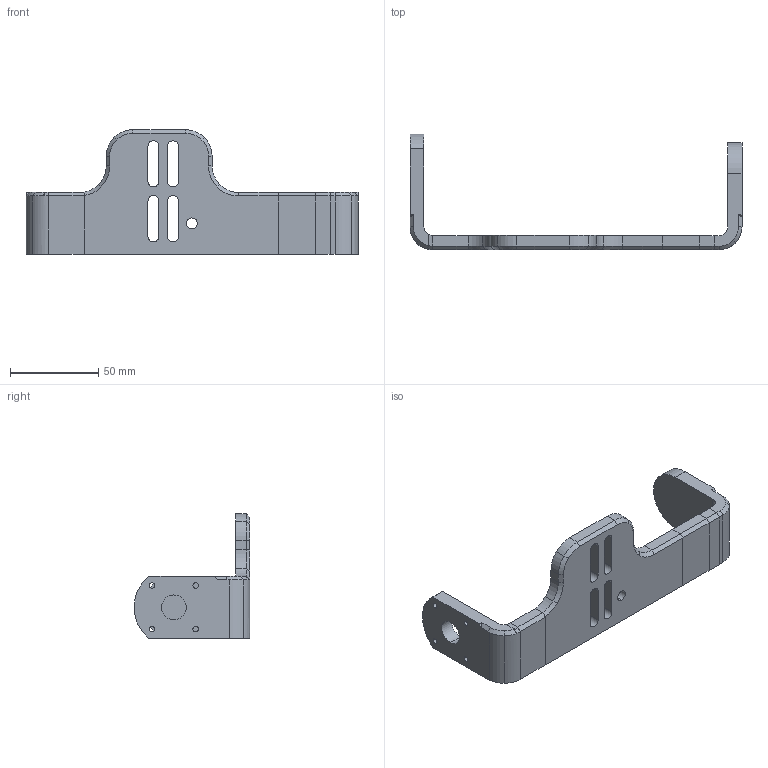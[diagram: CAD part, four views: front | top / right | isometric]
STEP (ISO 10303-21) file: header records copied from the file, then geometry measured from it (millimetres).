
FILE_DESCRIPTION (( 'STEP AP214' ), '1' );
FILE_NAME ('Tilt U-Mount MOD.STEP', '2021-03-12T15:11:53', ( '' ), ( '' ), 'SwSTEP 2.0', 'SolidWorks 2019', '' );
FILE_SCHEMA (( 'AUTOMOTIVE_DESIGN' ));
Length unit declared in the file: millimetre
Products named in the file (1): Tilt U-Mount MOD
Bounding box: 188 x 65.43 x 70.5 mm (x, y, z)
Volume: 86287 mm3; surface area: 33167 mm2
Topology: 5 solids, 5 shells, 146 faces, 372 edges, 241 vertices
Faces by surface type: plane 82, cylinder 47, cone 12, bspline 5
Entity records: 4590 total; most frequent: CARTESIAN_POINT 899, ORIENTED_EDGE 744, DIRECTION 742, EDGE_CURVE 372, VECTOR 254, LINE 254, AXIS2_PLACEMENT_3D 244, VERTEX_POINT 241
